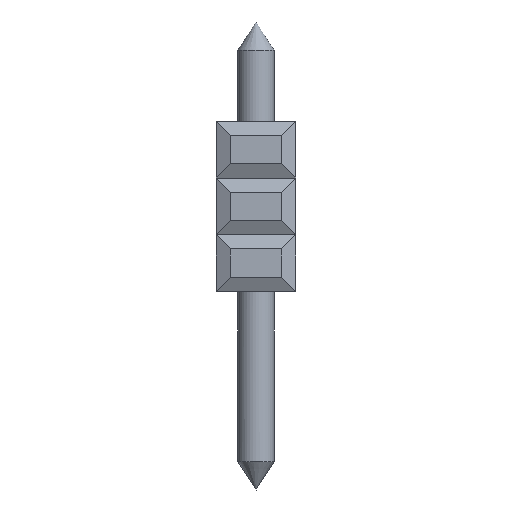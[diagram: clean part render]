
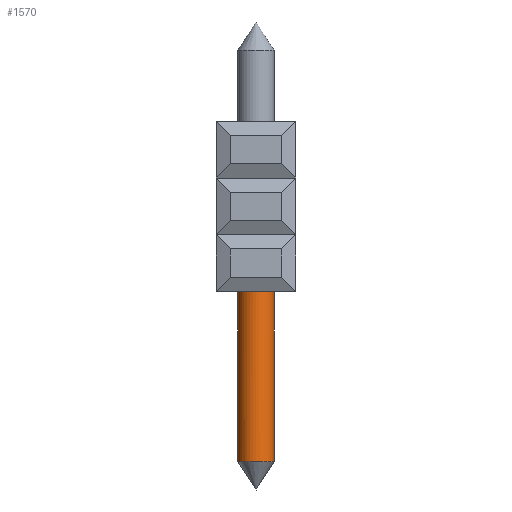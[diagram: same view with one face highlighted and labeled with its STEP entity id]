
A CAD part, left-side view. The second image highlights one B-rep face of the part: STEP entity #1570.
In plain terms, the highlighted cylindrical face has radius 0.65 mm (diameter 1.3 mm), a full revolution.
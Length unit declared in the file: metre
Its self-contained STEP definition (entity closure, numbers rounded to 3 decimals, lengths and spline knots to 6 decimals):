
#1570=ADVANCED_FACE('',(#3743,#3744),#3745,.T.);
#3743=FACE_OUTER_BOUND('',#6424,.T.);
#3744=FACE_OUTER_BOUND('',#6425,.T.);
#3745=CYLINDRICAL_SURFACE('',#6426,0.00065);
#6424=EDGE_LOOP('',(#11291));
#6425=EDGE_LOOP('',(#11292));
#6426=AXIS2_PLACEMENT_3D('',#11293,#11294,#11295);
#11291=ORIENTED_EDGE('',*,*,#16467,.F.);
#11292=ORIENTED_EDGE('',*,*,#16468,.F.);
#11293=CARTESIAN_POINT('',(0.03565,-0.03326,-0.0015));
#11294=DIRECTION('',(0.0,0.,-1.0));
#11295=DIRECTION('',(-1.0,0.0,0.0));
#16467=EDGE_CURVE('',#20078,#20078,#20079,.T.);
#16468=EDGE_CURVE('',#20080,#20080,#20081,.T.);
#20078=VERTEX_POINT('',#25017);
#20079=CIRCLE('',#25018,0.00065);
#20080=VERTEX_POINT('',#25019);
#20081=CIRCLE('',#25020,0.00065);
#25017=CARTESIAN_POINT('',(0.03604,-0.03274,-0.012));
#25018=AXIS2_PLACEMENT_3D('',#28247,#28248,#28249);
#25019=CARTESIAN_POINT('',(0.03565,-0.03391,-0.0058));
#25020=AXIS2_PLACEMENT_3D('',#28250,#28251,#28252);
#28247=CARTESIAN_POINT('',(0.03565,-0.03326,-0.012));
#28248=DIRECTION('',(0.,0.,-1.0));
#28249=DIRECTION('',(0.6,0.8,0.));
#28250=CARTESIAN_POINT('',(0.03565,-0.03326,-0.0058));
#28251=DIRECTION('',(0.0,0.,1.0));
#28252=DIRECTION('',(0.0,-1.0,0.));
